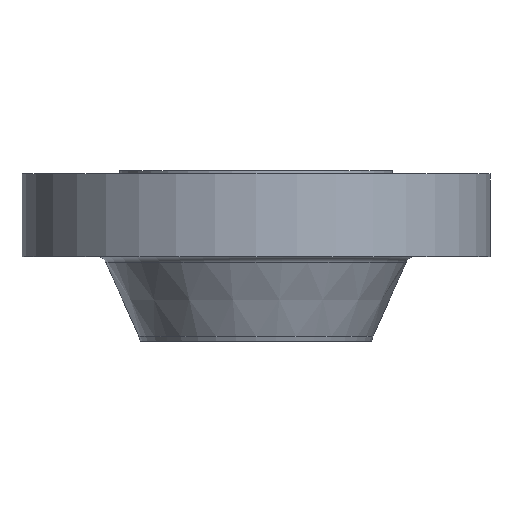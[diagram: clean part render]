
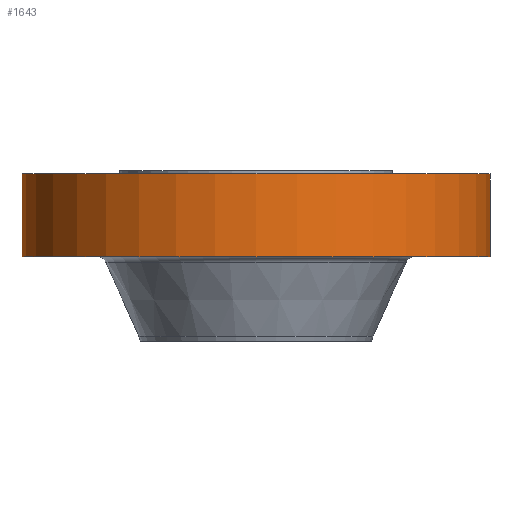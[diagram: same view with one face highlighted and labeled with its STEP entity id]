
A CAD part, front view. The second image highlights one B-rep face of the part: STEP entity #1643.
In plain terms, the highlighted cylindrical face has radius 457.2 mm (diameter 914.4 mm), a partial arc.
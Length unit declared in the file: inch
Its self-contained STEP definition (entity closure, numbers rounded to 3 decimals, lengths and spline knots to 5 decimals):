
#7 = LINE ( 'NONE', #1224, #982 ) ;
#57 = CARTESIAN_POINT ( 'NONE',  ( -18., 0., 0. ) ) ;
#143 = CARTESIAN_POINT ( 'NONE',  ( 0., 0., -0.25 ) ) ;
#222 = AXIS2_PLACEMENT_3D ( 'NONE', #645, #508, #1305 ) ;
#258 = CARTESIAN_POINT ( 'NONE',  ( -18., 0., -0.25 ) ) ;
#264 = ORIENTED_EDGE ( 'NONE', *, *, #1071, .T. ) ;
#326 = CYLINDRICAL_SURFACE ( 'NONE', #1235, 18. ) ;
#384 = AXIS2_PLACEMENT_3D ( 'NONE', #143, #942, #1490 ) ;
#407 = EDGE_CURVE ( 'NONE', #1015, #1225, #754, .T. ) ;
#459 = DIRECTION ( 'NONE',  ( 1., 0., 0. ) ) ;
#478 = CARTESIAN_POINT ( 'NONE',  ( 0., 0., 0. ) ) ;
#485 = ORIENTED_EDGE ( 'NONE', *, *, #1143, .F. ) ;
#508 = DIRECTION ( 'NONE',  ( 0., 0., 1. ) ) ;
#601 = DIRECTION ( 'NONE',  ( 0., 0., 1. ) ) ;
#645 = CARTESIAN_POINT ( 'NONE',  ( 0., 0., -6.625 ) ) ;
#754 = CIRCLE ( 'NONE', #222, 18. ) ;
#772 = EDGE_CURVE ( 'NONE', #1015, #1001, #1233, .T. ) ;
#849 = CARTESIAN_POINT ( 'NONE',  ( 18., 0., -6.625 ) ) ;
#931 = CARTESIAN_POINT ( 'NONE',  ( -18., 0., -6.625 ) ) ;
#942 = DIRECTION ( 'NONE',  ( 0., 0., 1. ) ) ;
#982 = VECTOR ( 'NONE', #1203, 39.37008 ) ;
#1001 = VERTEX_POINT ( 'NONE', #258 ) ;
#1015 = VERTEX_POINT ( 'NONE', #931 ) ;
#1071 = EDGE_CURVE ( 'NONE', #1225, #1095, #7, .T. ) ;
#1080 = ORIENTED_EDGE ( 'NONE', *, *, #407, .T. ) ;
#1095 = VERTEX_POINT ( 'NONE', #1231 ) ;
#1096 = DIRECTION ( 'NONE',  ( 0., 0., 1. ) ) ;
#1143 = EDGE_CURVE ( 'NONE', #1001, #1095, #1156, .T. ) ;
#1156 = CIRCLE ( 'NONE', #384, 18. ) ;
#1203 = DIRECTION ( 'NONE',  ( 0., 0., 1. ) ) ;
#1215 = EDGE_LOOP ( 'NONE', ( #1334, #1080, #264, #485 ) ) ;
#1224 = CARTESIAN_POINT ( 'NONE',  ( 18., 0., 0. ) ) ;
#1225 = VERTEX_POINT ( 'NONE', #849 ) ;
#1231 = CARTESIAN_POINT ( 'NONE',  ( 18., 0., -0.25 ) ) ;
#1233 = LINE ( 'NONE', #57, #1381 ) ;
#1235 = AXIS2_PLACEMENT_3D ( 'NONE', #478, #601, #459 ) ;
#1305 = DIRECTION ( 'NONE',  ( 1., 0., 0. ) ) ;
#1334 = ORIENTED_EDGE ( 'NONE', *, *, #772, .F. ) ;
#1381 = VECTOR ( 'NONE', #1096, 39.37008 ) ;
#1396 = FACE_OUTER_BOUND ( 'NONE', #1215, .T. ) ;
#1490 = DIRECTION ( 'NONE',  ( 1., 0., 0. ) ) ;
#1643 = ADVANCED_FACE ( 'NONE', ( #1396 ), #326, .T. ) ;
